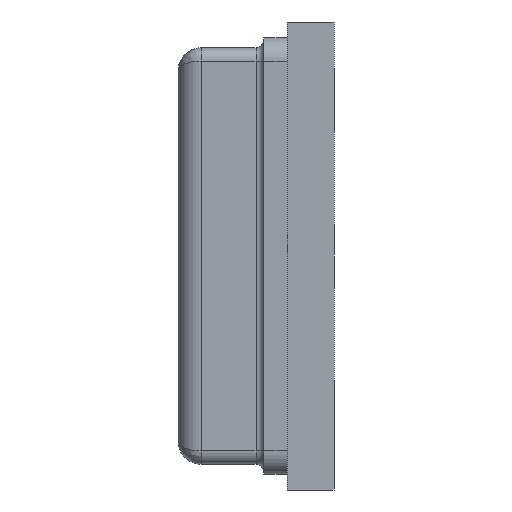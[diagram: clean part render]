
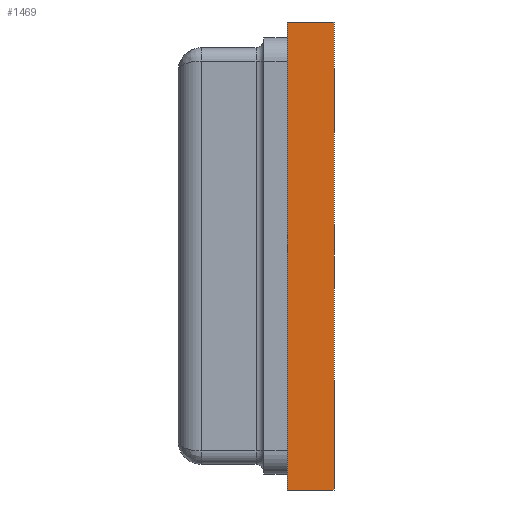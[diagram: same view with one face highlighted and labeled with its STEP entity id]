
A CAD part, left-side view. The second image highlights one B-rep face of the part: STEP entity #1469.
In plain terms, the highlighted planar face has unit normal (-1, 0, 0).
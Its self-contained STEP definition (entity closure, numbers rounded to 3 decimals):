
#48 = EDGE_CURVE ( 'NONE', #3253, #2115, #223, .T. ) ;
#156 = EDGE_CURVE ( 'NONE', #3253, #2953, #2157, .T. ) ;
#185 = DIRECTION ( 'NONE',  ( 0., -1., 0. ) ) ;
#223 = LINE ( 'NONE', #1360, #3394 ) ;
#466 = EDGE_LOOP ( 'NONE', ( #1634, #1415, #1809, #542 ) ) ;
#497 = CARTESIAN_POINT ( 'NONE',  ( -1.5, 0.3, -1.5 ) ) ;
#542 = ORIENTED_EDGE ( 'NONE', *, *, #48, .T. ) ;
#727 = VERTEX_POINT ( 'NONE', #1006 ) ;
#798 = EDGE_CURVE ( 'NONE', #2953, #727, #3560, .T. ) ;
#809 = CARTESIAN_POINT ( 'NONE',  ( -1.5, 0.3, 1.5 ) ) ;
#1006 = CARTESIAN_POINT ( 'NONE',  ( -1.5, 0., 1.5 ) ) ;
#1018 = FACE_OUTER_BOUND ( 'NONE', #466, .T. ) ;
#1028 = CARTESIAN_POINT ( 'NONE',  ( -1.5, 0.3, 1.5 ) ) ;
#1148 = LINE ( 'NONE', #1769, #2344 ) ;
#1328 = EDGE_CURVE ( 'NONE', #2115, #727, #1148, .T. ) ;
#1360 = CARTESIAN_POINT ( 'NONE',  ( -1.5, 0.3, -1.5 ) ) ;
#1415 = ORIENTED_EDGE ( 'NONE', *, *, #798, .F. ) ;
#1433 = DIRECTION ( 'NONE',  ( 0., 0., 1. ) ) ;
#1469 = ADVANCED_FACE ( 'NONE', ( #1018 ), #2933, .F. ) ;
#1539 = DIRECTION ( 'NONE',  ( 1., 0., 0. ) ) ;
#1585 = DIRECTION ( 'NONE',  ( 0., 0., 1. ) ) ;
#1590 = CARTESIAN_POINT ( 'NONE',  ( -1.5, 0.3, 1.5 ) ) ;
#1600 = DIRECTION ( 'NONE',  ( 0., -1., 0. ) ) ;
#1634 = ORIENTED_EDGE ( 'NONE', *, *, #1328, .T. ) ;
#1671 = CARTESIAN_POINT ( 'NONE',  ( -1.5, 0.3, 1.5 ) ) ;
#1769 = CARTESIAN_POINT ( 'NONE',  ( -1.5, 0., 1.5 ) ) ;
#1809 = ORIENTED_EDGE ( 'NONE', *, *, #156, .F. ) ;
#1991 = AXIS2_PLACEMENT_3D ( 'NONE', #1590, #1539, #2966 ) ;
#2067 = CARTESIAN_POINT ( 'NONE',  ( -1.5, 0., -1.5 ) ) ;
#2115 = VERTEX_POINT ( 'NONE', #2067 ) ;
#2157 = LINE ( 'NONE', #809, #3456 ) ;
#2344 = VECTOR ( 'NONE', #1433, 1000. ) ;
#2933 = PLANE ( 'NONE',  #1991 ) ;
#2953 = VERTEX_POINT ( 'NONE', #1671 ) ;
#2966 = DIRECTION ( 'NONE',  ( 0., 0., -1. ) ) ;
#3219 = VECTOR ( 'NONE', #1600, 1000. ) ;
#3253 = VERTEX_POINT ( 'NONE', #497 ) ;
#3394 = VECTOR ( 'NONE', #185, 1000. ) ;
#3456 = VECTOR ( 'NONE', #1585, 1000. ) ;
#3560 = LINE ( 'NONE', #1028, #3219 ) ;
